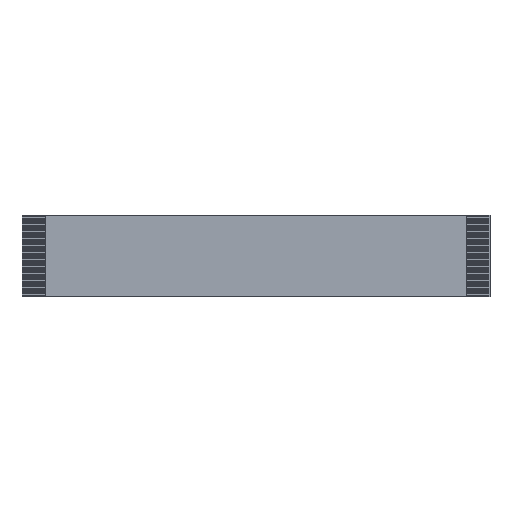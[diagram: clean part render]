
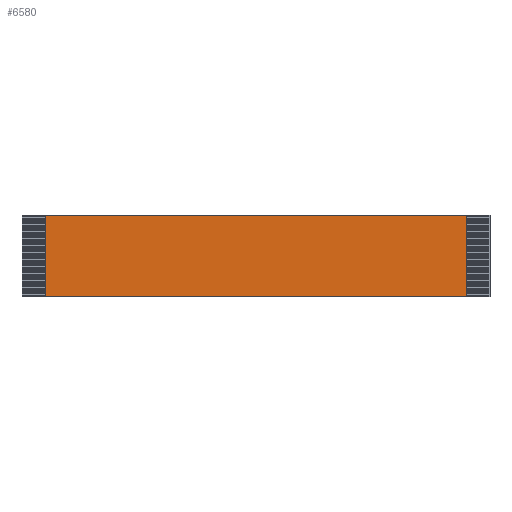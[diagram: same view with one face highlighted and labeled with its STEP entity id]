
A CAD part, top view. The second image highlights one B-rep face of the part: STEP entity #6580.
In plain terms, the highlighted planar face has unit normal (0, 0, 1).
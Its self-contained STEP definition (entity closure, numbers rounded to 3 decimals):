
#1401=ORIENTED_EDGE('',*,*,#1993,.T.);
#1402=ORIENTED_EDGE('',*,*,#2202,.F.);
#1403=ORIENTED_EDGE('',*,*,#1990,.F.);
#1404=ORIENTED_EDGE('',*,*,#2201,.T.);
#1990=EDGE_CURVE('',#2635,#2636,#3152,.T.);
#1993=EDGE_CURVE('',#2638,#2637,#3155,.T.);
#2201=EDGE_CURVE('',#2635,#2638,#3363,.T.);
#2202=EDGE_CURVE('',#2636,#2637,#3364,.T.);
#2635=VERTEX_POINT('',#9018);
#2636=VERTEX_POINT('',#9020);
#2637=VERTEX_POINT('',#9024);
#2638=VERTEX_POINT('',#9026);
#3152=LINE('',#9019,#3878);
#3155=LINE('',#9025,#3881);
#3363=LINE('',#9375,#4089);
#3364=LINE('',#9377,#4090);
#3878=VECTOR('',#7489,1000.);
#3881=VECTOR('',#7494,1000.);
#4089=VECTOR('',#7984,1000.);
#4090=VECTOR('',#7987,1000.);
#4313=EDGE_LOOP('',(#1401,#1402,#1403,#1404));
#4537=FACE_BOUND('',#4313,.T.);
#4761=PLANE('',#6811);
#6580=ADVANCED_FACE('',(#4537),#4761,.F.);
#6811=AXIS2_PLACEMENT_3D('',#9376,#7985,#7986);
#7489=DIRECTION('',(1.,0.,0.));
#7494=DIRECTION('',(1.,0.,0.));
#7984=DIRECTION('',(0.,-1.,0.));
#7985=DIRECTION('',(0.,0.,-1.));
#7986=DIRECTION('',(-1.,0.,0.));
#7987=DIRECTION('',(0.,-1.,0.));
#9018=CARTESIAN_POINT('',(-45.,8.75,0.138));
#9019=CARTESIAN_POINT('',(-45.,8.75,0.138));
#9020=CARTESIAN_POINT('',(45.,8.75,0.138));
#9024=CARTESIAN_POINT('',(45.,-8.75,0.138));
#9025=CARTESIAN_POINT('',(-45.,-8.75,0.138));
#9026=CARTESIAN_POINT('',(-45.,-8.75,0.138));
#9375=CARTESIAN_POINT('',(-45.,8.75,0.138));
#9376=CARTESIAN_POINT('',(-45.,8.75,0.138));
#9377=CARTESIAN_POINT('',(45.,8.75,0.138));
